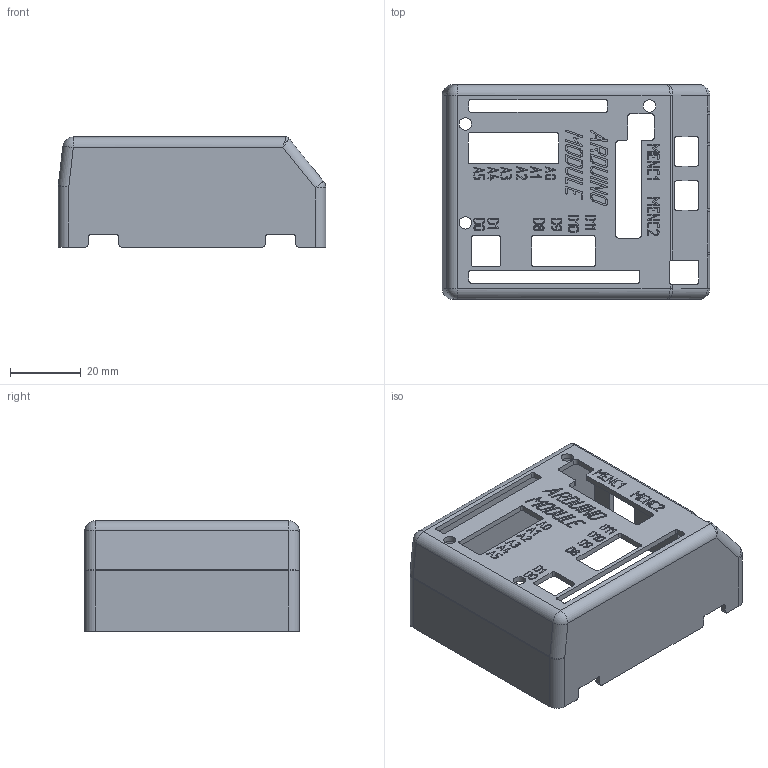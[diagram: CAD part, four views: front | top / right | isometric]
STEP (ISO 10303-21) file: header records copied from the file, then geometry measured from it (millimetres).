
FILE_DESCRIPTION(('STEP AP242'), '1');
FILE_NAME('cap', '', ('UNSPECIFIED'), ('UNSPECIFIED'), 'C3D Converter', 'C3D Toolkit', '');
FILE_SCHEMA(('AP242_MANAGED_MODEL_BASED_3D_ENGINEERING_MIM_LF { 1 0 10303 442 1 1 4 }'));
Length unit declared in the file: millimetre
Bounding box: 75.6 x 60.6 x 31.14 mm (x, y, z)
Volume: 15311.2 mm3; surface area: 21413.4 mm2
Topology: 1 solids, 1 shells, 1336 faces, 3762 edges, 2492 vertices
Faces by surface type: extrusion 693, plane 545, cylinder 86, bspline 6, sphere 6
Full cylindrical faces by diameter (mm): 3.5 x3
Entity records: 43984 total; most frequent: CARTESIAN_POINT 12121, ORIENTED_EDGE 7502, DIRECTION 4452, EDGE_CURVE 3751, VECTOR 2876, VERTEX_POINT 2492, LINE 2183, B_SPLINE_CURVE_WITH_KNOTS 2089
